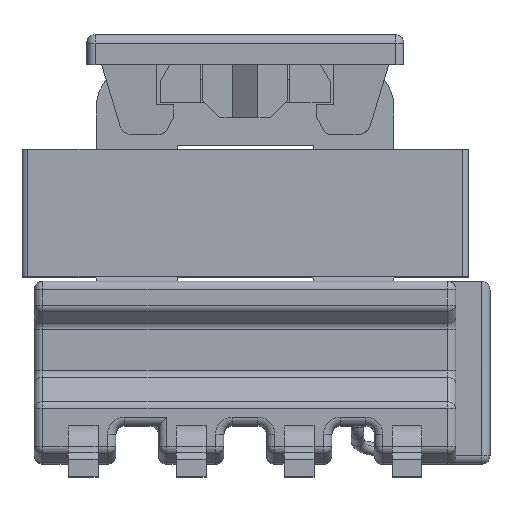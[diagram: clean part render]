
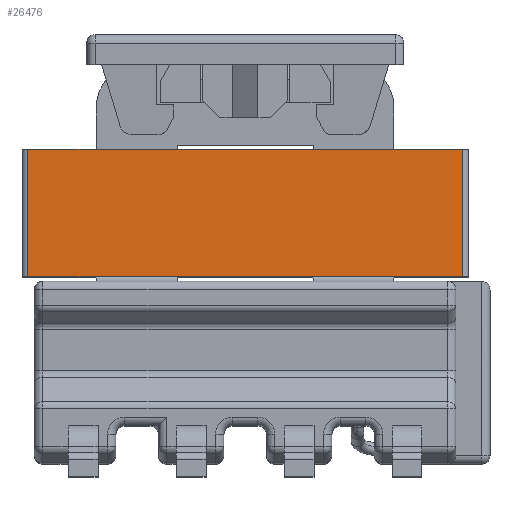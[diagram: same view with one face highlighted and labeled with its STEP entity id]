
A CAD part, top view. The second image highlights one B-rep face of the part: STEP entity #26476.
In plain terms, the highlighted planar face has unit normal (0, 0, 1).
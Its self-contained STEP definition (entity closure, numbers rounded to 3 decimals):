
#26035=DIRECTION('',(1.,0.,0.));
#26036=VECTOR('',#26035,10.22);
#26037=CARTESIAN_POINT('',(-5.11,0.,4.3));
#26038=LINE('',#26037,#26036);
#26042=DIRECTION('',(0.,-1.,0.));
#26043=VECTOR('',#26042,3.);
#26044=CARTESIAN_POINT('',(5.11,3.,4.3));
#26045=LINE('',#26044,#26043);
#26049=DIRECTION('',(0.,-1.,0.));
#26050=VECTOR('',#26049,3.);
#26051=CARTESIAN_POINT('',(-5.11,3.,4.3));
#26052=LINE('',#26051,#26050);
#26240=DIRECTION('',(1.,0.,0.));
#26241=VECTOR('',#26240,10.22);
#26242=CARTESIAN_POINT('',(-5.11,3.,4.3));
#26243=LINE('',#26242,#26241);
#26389=CARTESIAN_POINT('',(5.11,0.,4.3));
#26391=VERTEX_POINT('',#26389);
#26392=CARTESIAN_POINT('',(5.11,3.,4.3));
#26393=VERTEX_POINT('',#26392);
#26396=CARTESIAN_POINT('',(-5.11,0.,4.3));
#26398=VERTEX_POINT('',#26396);
#26402=CARTESIAN_POINT('',(-5.11,3.,4.3));
#26403=VERTEX_POINT('',#26402);
#26463=CARTESIAN_POINT('',(-5.25,0.,4.3));
#26464=DIRECTION('',(0.,0.,1.));
#26465=DIRECTION('',(1.,0.,0.));
#26466=AXIS2_PLACEMENT_3D('',#26463,#26464,#26465);
#26467=PLANE('',#26466);
#26468=ORIENTED_EDGE('',*,*,#26454,.T.);
#26469=ORIENTED_EDGE('',*,*,#26443,.F.);
#26471=ORIENTED_EDGE('',*,*,#26470,.F.);
#26473=ORIENTED_EDGE('',*,*,#26472,.T.);
#26474=EDGE_LOOP('',(#26468,#26469,#26471,#26473));
#26475=FACE_OUTER_BOUND('',#26474,.F.);
#26443=EDGE_CURVE('',#26398,#26391,#26038,.T.);
#26454=EDGE_CURVE('',#26393,#26391,#26045,.T.);
#26470=EDGE_CURVE('',#26403,#26398,#26052,.T.);
#26472=EDGE_CURVE('',#26403,#26393,#26243,.T.);
#26476=ADVANCED_FACE('',(#26475),#26467,.T.);
